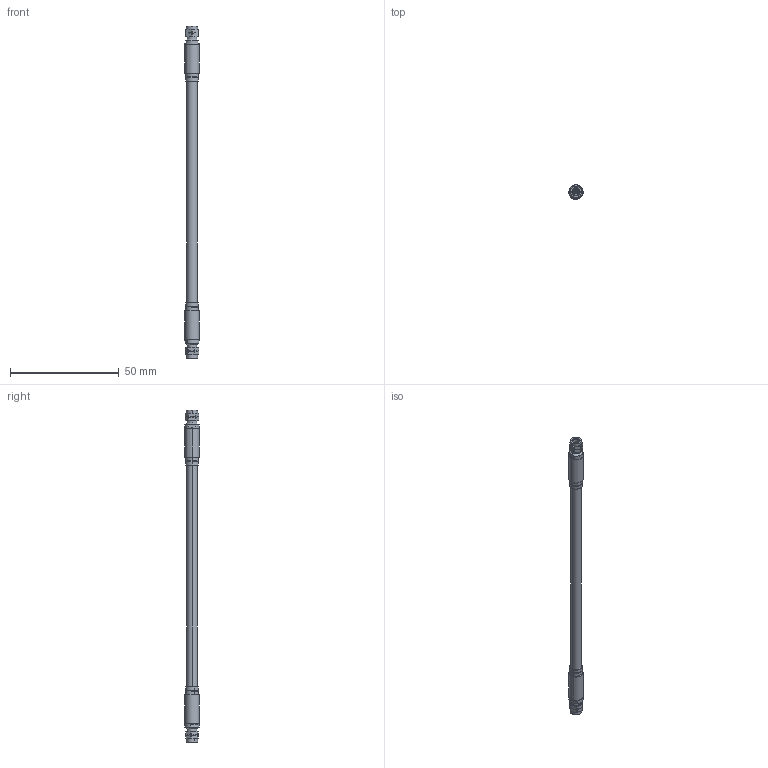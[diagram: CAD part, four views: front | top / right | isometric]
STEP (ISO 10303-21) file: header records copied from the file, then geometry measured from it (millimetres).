
FILE_DESCRIPTION (( 'STEP AP214' ), '1' );
FILE_NAME ('CW-0808-S10-A.STEP', '2025-03-25T19:07:54', ( '' ), ( '' ), 'SwSTEP 2.0', 'SolidWorks 2021', '' );
FILE_SCHEMA (( 'AUTOMOTIVE_DESIGN' ));
Length unit declared in the file: inch
Products named in the file (1): CW-0808-S10-A
Bounding box: 6.5 x 6.5 x 152.7 mm (x, y, z)
Volume: 3638.5 mm3; surface area: 3153.7 mm2
Topology: 3 solids, 5 shells, 200 faces, 466 edges, 292 vertices
Faces by surface type: cylinder 82, plane 62, cone 48, torus 8
Entity records: 8792 total; most frequent: CARTESIAN_POINT 1535, DIRECTION 1004, ORIENTED_EDGE 932, EDGE_CURVE 466, AXIS2_PLACEMENT_3D 417, VERTEX_POINT 292, EDGE_LOOP 216, CIRCLE 216
